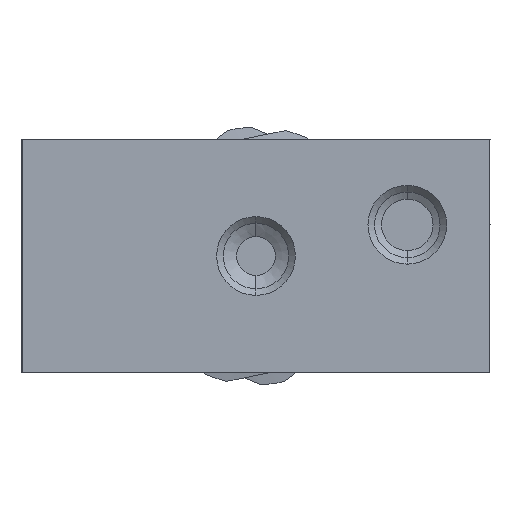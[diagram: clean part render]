
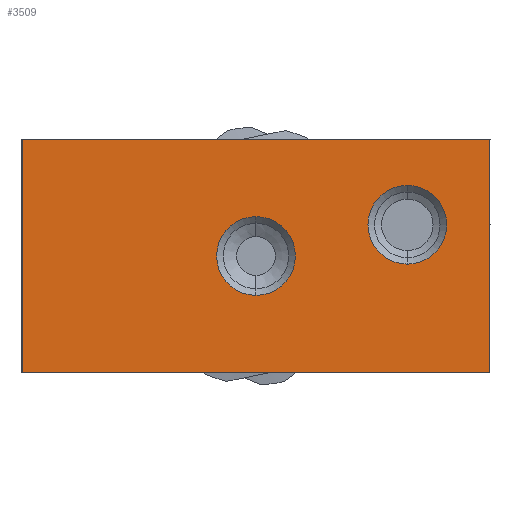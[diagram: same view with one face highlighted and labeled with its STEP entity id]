
A CAD part, front view. The second image highlights one B-rep face of the part: STEP entity #3509.
In plain terms, the highlighted planar face has unit normal (0, -1, 0).
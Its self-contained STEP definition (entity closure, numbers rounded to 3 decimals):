
#15 = EDGE_CURVE ( 'NONE', #1637, #890, #2616, .T. ) ;
#144 = VECTOR ( 'NONE', #4023, 1000. ) ;
#183 = VERTEX_POINT ( 'NONE', #944 ) ;
#263 = DIRECTION ( 'NONE',  ( 0., 1., 0. ) ) ;
#350 = CARTESIAN_POINT ( 'NONE',  ( 30., 0., 15. ) ) ;
#378 = EDGE_CURVE ( 'NONE', #1189, #2133, #2982, .T. ) ;
#479 = CIRCLE ( 'NONE', #3412, 2.525 ) ;
#575 = EDGE_LOOP ( 'NONE', ( #2343, #2486 ) ) ;
#613 = DIRECTION ( 'NONE',  ( 0., 0., 1. ) ) ;
#677 = DIRECTION ( 'NONE',  ( 0., 0., -1. ) ) ;
#708 = CARTESIAN_POINT ( 'NONE',  ( 15., 0., 4.975 ) ) ;
#737 = CARTESIAN_POINT ( 'NONE',  ( 15., 0., 7.5 ) ) ;
#874 = DIRECTION ( 'NONE',  ( 1., 0., 0. ) ) ;
#890 = VERTEX_POINT ( 'NONE', #4261 ) ;
#908 = ORIENTED_EDGE ( 'NONE', *, *, #2870, .F. ) ;
#929 = VERTEX_POINT ( 'NONE', #2051 ) ;
#944 = CARTESIAN_POINT ( 'NONE',  ( 30., 0., 0. ) ) ;
#1085 = ORIENTED_EDGE ( 'NONE', *, *, #4339, .F. ) ;
#1095 = EDGE_LOOP ( 'NONE', ( #3986, #1085 ) ) ;
#1128 = VECTOR ( 'NONE', #874, 1000. ) ;
#1189 = VERTEX_POINT ( 'NONE', #3282 ) ;
#1192 = EDGE_CURVE ( 'NONE', #2133, #183, #1474, .T. ) ;
#1225 = CARTESIAN_POINT ( 'NONE',  ( 24.7, 0., 9.5 ) ) ;
#1233 = AXIS2_PLACEMENT_3D ( 'NONE', #1225, #2224, #3559 ) ;
#1247 = PLANE ( 'NONE',  #1525 ) ;
#1354 = VERTEX_POINT ( 'NONE', #708 ) ;
#1438 = DIRECTION ( 'NONE',  ( 0., 0., -1. ) ) ;
#1469 = DIRECTION ( 'NONE',  ( 0., -1., 0. ) ) ;
#1474 = LINE ( 'NONE', #2264, #144 ) ;
#1502 = ORIENTED_EDGE ( 'NONE', *, *, #1192, .T. ) ;
#1525 = AXIS2_PLACEMENT_3D ( 'NONE', #2273, #263, #613 ) ;
#1618 = DIRECTION ( 'NONE',  ( 0., 0., -1. ) ) ;
#1637 = VERTEX_POINT ( 'NONE', #4051 ) ;
#1639 = FACE_BOUND ( 'NONE', #575, .T. ) ;
#1655 = DIRECTION ( 'NONE',  ( 0., 0., -1. ) ) ;
#1664 = EDGE_CURVE ( 'NONE', #1354, #929, #479, .T. ) ;
#1689 = EDGE_LOOP ( 'NONE', ( #1502, #908, #1783, #4255 ) ) ;
#1783 = ORIENTED_EDGE ( 'NONE', *, *, #1855, .F. ) ;
#1855 = EDGE_CURVE ( 'NONE', #1189, #4241, #2118, .T. ) ;
#1936 = CARTESIAN_POINT ( 'NONE',  ( 0., 0., 15. ) ) ;
#2051 = CARTESIAN_POINT ( 'NONE',  ( 15., 0., 10.025 ) ) ;
#2064 = CARTESIAN_POINT ( 'NONE',  ( 30., 0., 15. ) ) ;
#2076 = LINE ( 'NONE', #350, #3748 ) ;
#2118 = LINE ( 'NONE', #2447, #1128 ) ;
#2133 = VERTEX_POINT ( 'NONE', #4031 ) ;
#2200 = FACE_BOUND ( 'NONE', #1095, .T. ) ;
#2224 = DIRECTION ( 'NONE',  ( 0., -1., 0. ) ) ;
#2225 = AXIS2_PLACEMENT_3D ( 'NONE', #737, #1469, #1438 ) ;
#2264 = CARTESIAN_POINT ( 'NONE',  ( 0., 0., 0. ) ) ;
#2273 = CARTESIAN_POINT ( 'NONE',  ( 0., 0., 15. ) ) ;
#2335 = DIRECTION ( 'NONE',  ( 0., -1., 0. ) ) ;
#2343 = ORIENTED_EDGE ( 'NONE', *, *, #3426, .F. ) ;
#2447 = CARTESIAN_POINT ( 'NONE',  ( 0., 0., 15. ) ) ;
#2486 = ORIENTED_EDGE ( 'NONE', *, *, #15, .F. ) ;
#2616 = CIRCLE ( 'NONE', #2873, 2.525 ) ;
#2667 = DIRECTION ( 'NONE',  ( 0., 0., -1. ) ) ;
#2790 = DIRECTION ( 'NONE',  ( 0., -1., 0. ) ) ;
#2870 = EDGE_CURVE ( 'NONE', #4241, #183, #2076, .T. ) ;
#2873 = AXIS2_PLACEMENT_3D ( 'NONE', #3174, #2790, #1618 ) ;
#2982 = LINE ( 'NONE', #1936, #4123 ) ;
#3174 = CARTESIAN_POINT ( 'NONE',  ( 24.7, 0., 9.5 ) ) ;
#3247 = CIRCLE ( 'NONE', #2225, 2.525 ) ;
#3282 = CARTESIAN_POINT ( 'NONE',  ( 0., 0., 15. ) ) ;
#3412 = AXIS2_PLACEMENT_3D ( 'NONE', #4067, #2335, #2667 ) ;
#3426 = EDGE_CURVE ( 'NONE', #890, #1637, #4145, .T. ) ;
#3509 = ADVANCED_FACE ( 'NONE', ( #2200, #1639, #3816 ), #1247, .F. ) ;
#3559 = DIRECTION ( 'NONE',  ( 0., 0., -1. ) ) ;
#3748 = VECTOR ( 'NONE', #677, 1000. ) ;
#3816 = FACE_OUTER_BOUND ( 'NONE', #1689, .T. ) ;
#3986 = ORIENTED_EDGE ( 'NONE', *, *, #1664, .F. ) ;
#4023 = DIRECTION ( 'NONE',  ( 1., 0., 0. ) ) ;
#4031 = CARTESIAN_POINT ( 'NONE',  ( 0., 0., 0. ) ) ;
#4051 = CARTESIAN_POINT ( 'NONE',  ( 24.7, 0., 12.025 ) ) ;
#4067 = CARTESIAN_POINT ( 'NONE',  ( 15., 0., 7.5 ) ) ;
#4123 = VECTOR ( 'NONE', #1655, 1000. ) ;
#4145 = CIRCLE ( 'NONE', #1233, 2.525 ) ;
#4241 = VERTEX_POINT ( 'NONE', #2064 ) ;
#4255 = ORIENTED_EDGE ( 'NONE', *, *, #378, .T. ) ;
#4261 = CARTESIAN_POINT ( 'NONE',  ( 24.7, 0., 6.975 ) ) ;
#4339 = EDGE_CURVE ( 'NONE', #929, #1354, #3247, .T. ) ;
